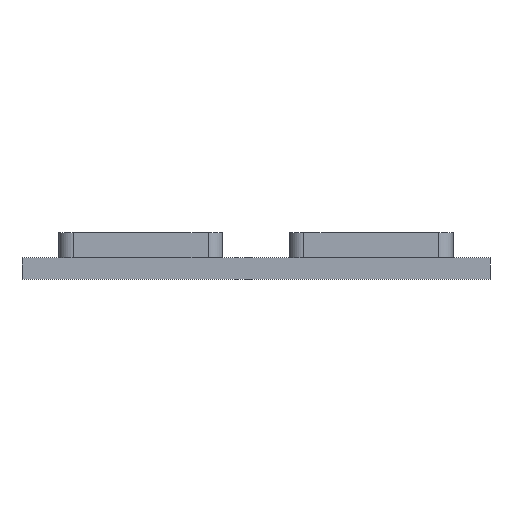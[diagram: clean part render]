
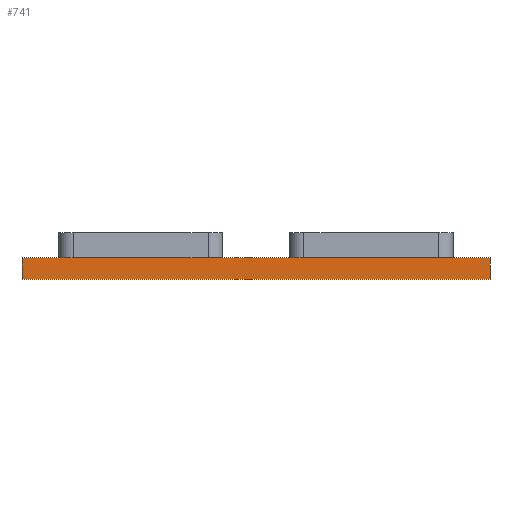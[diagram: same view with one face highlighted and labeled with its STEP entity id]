
A CAD part, front view. The second image highlights one B-rep face of the part: STEP entity #741.
In plain terms, the highlighted planar face has unit normal (0, -1, 0).
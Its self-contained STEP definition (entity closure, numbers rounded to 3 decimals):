
#27=PLANE('',#817);
#57=FACE_OUTER_BOUND('',#103,.T.);
#103=EDGE_LOOP('',(#581,#582,#583,#584));
#150=LINE('',#1140,#226);
#169=LINE('',#1201,#245);
#170=LINE('',#1204,#246);
#171=LINE('',#1205,#247);
#226=VECTOR('',#914,10.);
#245=VECTOR('',#961,10.);
#246=VECTOR('',#964,10.);
#247=VECTOR('',#965,10.);
#334=VERTEX_POINT('',#1137);
#335=VERTEX_POINT('',#1139);
#363=VERTEX_POINT('',#1199);
#364=VERTEX_POINT('',#1203);
#414=EDGE_CURVE('',#334,#335,#150,.T.);
#445=EDGE_CURVE('',#363,#335,#169,.T.);
#446=EDGE_CURVE('',#363,#364,#170,.T.);
#447=EDGE_CURVE('',#364,#334,#171,.T.);
#581=ORIENTED_EDGE('',*,*,#446,.F.);
#582=ORIENTED_EDGE('',*,*,#445,.T.);
#583=ORIENTED_EDGE('',*,*,#414,.F.);
#584=ORIENTED_EDGE('',*,*,#447,.F.);
#741=ADVANCED_FACE('',(#57),#27,.T.);
#817=AXIS2_PLACEMENT_3D('',#1202,#962,#963);
#914=DIRECTION('',(1.,0.,0.));
#961=DIRECTION('',(0.,0.,1.));
#962=DIRECTION('center_axis',(0.,-1.,0.));
#963=DIRECTION('ref_axis',(1.,0.,0.));
#964=DIRECTION('',(-1.,0.,0.));
#965=DIRECTION('',(0.,0.,1.));
#1137=CARTESIAN_POINT('',(-32.428,-35.037,20.5));
#1139=CARTESIAN_POINT('',(32.528,-35.037,20.5));
#1140=CARTESIAN_POINT('',(32.528,-35.037,20.5));
#1199=CARTESIAN_POINT('',(32.528,-35.037,17.5));
#1201=CARTESIAN_POINT('',(32.528,-35.037,17.5));
#1202=CARTESIAN_POINT('Origin',(-32.428,-35.037,17.5));
#1203=CARTESIAN_POINT('',(-32.428,-35.037,17.5));
#1204=CARTESIAN_POINT('',(32.528,-35.037,17.5));
#1205=CARTESIAN_POINT('',(-32.428,-35.037,17.5));
